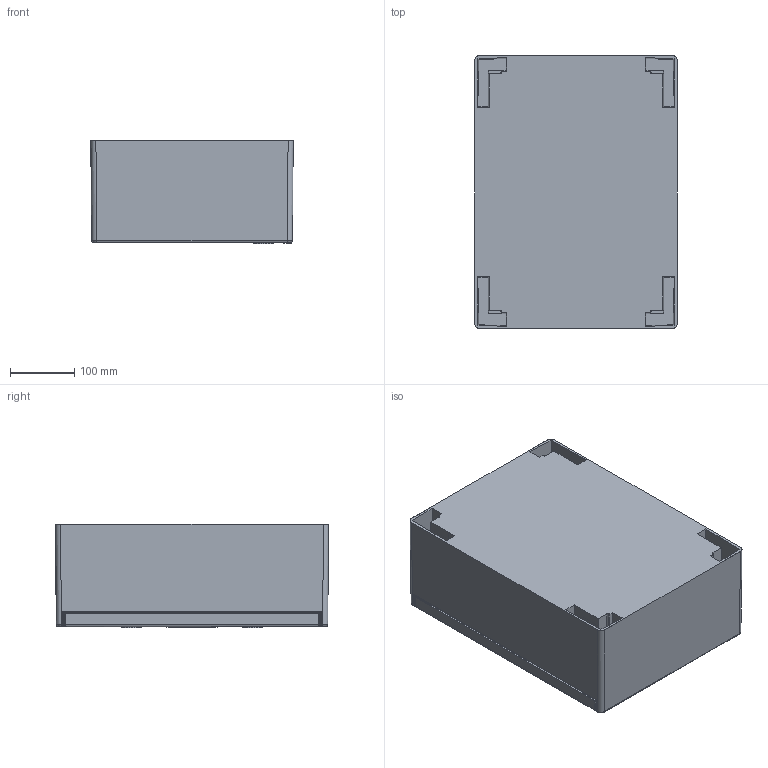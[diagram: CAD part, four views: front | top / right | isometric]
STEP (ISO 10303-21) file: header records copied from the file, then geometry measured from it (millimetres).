
FILE_DESCRIPTION((''),'2;1');
FILE_NAME('GW46002F_ASM','2020-07-22T09:44:27',('user'),('Technoprobe spa'),'CREO PARAMETRIC BY PTC INC, 2019471','CREO PARAMETRIC BY PTC INC, 2019471','');
FILE_SCHEMA(('CONFIG_CONTROL_DESIGN'));
Length unit declared in the file: millimetre
Products named in the file (3): 55715445EXXX_PORTA_CIECA_2_GR_S; 55710073C3X2; GW46002F_ASM
Assembly tree (2 placements, depth 2):
  GW46002F_ASM
    55715445EXXX_PORTA_CIECA_2_GR_S
    55710073C3X2
Bounding box: 316.11 x 426.51 x 162.3 mm (x, y, z)
Volume: 2330459.9 mm3; surface area: 1308801.6 mm2
Topology: 2 solids, 2 shells, 837 faces, 2228 edges, 1466 vertices
Faces by surface type: plane 482, cone 164, cylinder 146, bspline 41, torus 4
Entity records: 30679 total; most frequent: CARTESIAN_POINT 10457, ORIENTED_EDGE 4448, DIRECTION 3748, EDGE_CURVE 2224, VERTEX_POINT 1466, VECTOR 1344, LINE 1344, AXIS2_PLACEMENT_3D 1202
